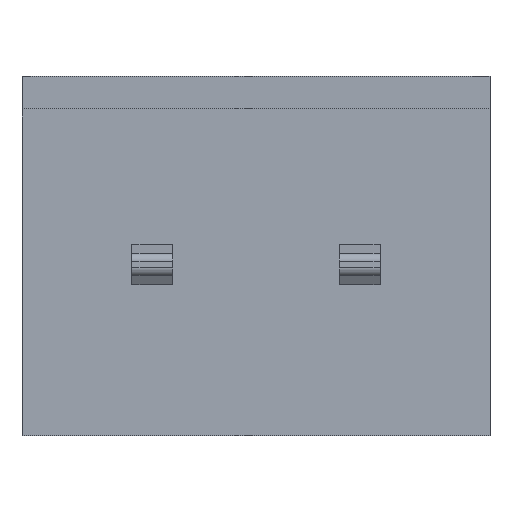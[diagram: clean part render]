
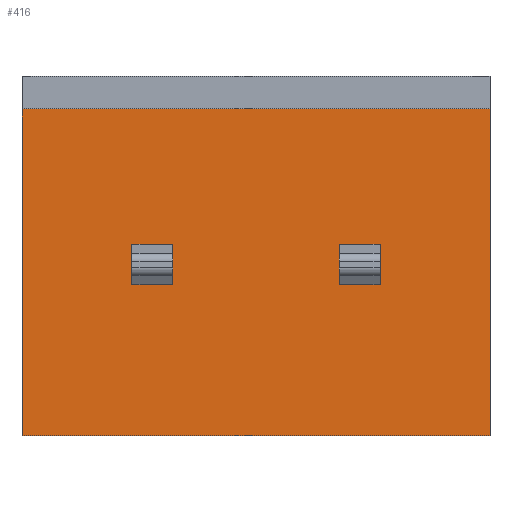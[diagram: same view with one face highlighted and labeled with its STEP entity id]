
A CAD part, front view. The second image highlights one B-rep face of the part: STEP entity #416.
In plain terms, the highlighted planar face has unit normal (0, -1, 0).
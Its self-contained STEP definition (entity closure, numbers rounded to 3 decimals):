
#21 = CARTESIAN_POINT ( 'NONE',  ( 8.065, 0., -4.31 ) ) ;
#46 = ORIENTED_EDGE ( 'NONE', *, *, #1784, .F. ) ;
#114 = CARTESIAN_POINT ( 'NONE',  ( 1.985, 0., -4.31 ) ) ;
#186 = ORIENTED_EDGE ( 'NONE', *, *, #1113, .T. ) ;
#286 = ORIENTED_EDGE ( 'NONE', *, *, #1137, .T. ) ;
#291 = ORIENTED_EDGE ( 'NONE', *, *, #1315, .F. ) ;
#303 = ORIENTED_EDGE ( 'NONE', *, *, #954, .T. ) ;
#319 = ORIENTED_EDGE ( 'NONE', *, *, #1876, .T. ) ;
#414 = DIRECTION ( 'NONE',  ( 0., 0., -1. ) ) ;
#416 = ADVANCED_FACE ( 'NONE', ( #1680, #1464, #1535 ), #2568, .F. ) ;
#456 = CARTESIAN_POINT ( 'NONE',  ( 10.755, 0., 0. ) ) ;
#521 = ORIENTED_EDGE ( 'NONE', *, *, #1893, .T. ) ;
#562 = EDGE_LOOP ( 'NONE', ( #303, #46, #1402, #291 ) ) ;
#681 = ORIENTED_EDGE ( 'NONE', *, *, #1793, .T. ) ;
#705 = EDGE_LOOP ( 'NONE', ( #681, #319, #1245, #286 ) ) ;
#717 = CARTESIAN_POINT ( 'NONE',  ( 1.985, 0., -3.31 ) ) ;
#719 = CARTESIAN_POINT ( 'NONE',  ( -0.705, 0., -8. ) ) ;
#743 = EDGE_LOOP ( 'NONE', ( #521, #3093, #1192, #186 ) ) ;
#775 = VERTEX_POINT ( 'NONE', #2911 ) ;
#822 = DIRECTION ( 'NONE',  ( 1., 0., 0. ) ) ;
#877 = DIRECTION ( 'NONE',  ( 0., 0., -1. ) ) ;
#885 = CARTESIAN_POINT ( 'NONE',  ( 8.065, 0., -3.31 ) ) ;
#890 = CARTESIAN_POINT ( 'NONE',  ( 8.065, 0., -3.31 ) ) ;
#954 = EDGE_CURVE ( 'NONE', #3653, #775, #3552, .T. ) ;
#955 = DIRECTION ( 'NONE',  ( 0., 0., -1. ) ) ;
#970 = CARTESIAN_POINT ( 'NONE',  ( 2.985, 0., -3.31 ) ) ;
#982 = CARTESIAN_POINT ( 'NONE',  ( 7.065, 0., -4.31 ) ) ;
#1029 = DIRECTION ( 'NONE',  ( 1., 0., 0. ) ) ;
#1045 = CARTESIAN_POINT ( 'NONE',  ( 2.985, 0., -3.31 ) ) ;
#1079 = EDGE_CURVE ( 'NONE', #2164, #1527, #3404, .T. ) ;
#1109 = VERTEX_POINT ( 'NONE', #982 ) ;
#1113 = EDGE_CURVE ( 'NONE', #1527, #1764, #3386, .T. ) ;
#1116 = DIRECTION ( 'NONE',  ( 0., 0., 1. ) ) ;
#1137 = EDGE_CURVE ( 'NONE', #2869, #2402, #3330, .T. ) ;
#1157 = EDGE_CURVE ( 'NONE', #1439, #2869, #3327, .T. ) ;
#1191 = CARTESIAN_POINT ( 'NONE',  ( 2.985, 0., -4.31 ) ) ;
#1192 = ORIENTED_EDGE ( 'NONE', *, *, #1079, .T. ) ;
#1201 = DIRECTION ( 'NONE',  ( 0., 0., 1. ) ) ;
#1211 = VERTEX_POINT ( 'NONE', #719 ) ;
#1212 = DIRECTION ( 'NONE',  ( -1., 0., 0. ) ) ;
#1214 = CARTESIAN_POINT ( 'NONE',  ( 1.985, 0., -3.31 ) ) ;
#1230 = CARTESIAN_POINT ( 'NONE',  ( 7.065, 0., -3.31 ) ) ;
#1245 = ORIENTED_EDGE ( 'NONE', *, *, #1157, .T. ) ;
#1274 = DIRECTION ( 'NONE',  ( -1., 0., 0. ) ) ;
#1315 = EDGE_CURVE ( 'NONE', #3653, #2715, #3151, .T. ) ;
#1402 = ORIENTED_EDGE ( 'NONE', *, *, #1821, .F. ) ;
#1419 = VERTEX_POINT ( 'NONE', #114 ) ;
#1432 = CARTESIAN_POINT ( 'NONE',  ( 10.05, 0., -8. ) ) ;
#1436 = DIRECTION ( 'NONE',  ( -1., 0., 0. ) ) ;
#1439 = VERTEX_POINT ( 'NONE', #2092 ) ;
#1449 = DIRECTION ( 'NONE',  ( 0., 0., 1. ) ) ;
#1460 = DIRECTION ( 'NONE',  ( -1., 0., 0. ) ) ;
#1464 = FACE_BOUND ( 'NONE', #705, .T. ) ;
#1474 = CARTESIAN_POINT ( 'NONE',  ( -0.705, 0., -8. ) ) ;
#1498 = CARTESIAN_POINT ( 'NONE',  ( 8.065, 0., -4.31 ) ) ;
#1527 = VERTEX_POINT ( 'NONE', #2971 ) ;
#1535 = FACE_OUTER_BOUND ( 'NONE', #562, .T. ) ;
#1559 = CARTESIAN_POINT ( 'NONE',  ( 2.985, 0., -4.31 ) ) ;
#1680 = FACE_BOUND ( 'NONE', #743, .T. ) ;
#1764 = VERTEX_POINT ( 'NONE', #1559 ) ;
#1784 = EDGE_CURVE ( 'NONE', #1211, #775, #2645, .T. ) ;
#1793 = EDGE_CURVE ( 'NONE', #2402, #1109, #2643, .T. ) ;
#1821 = EDGE_CURVE ( 'NONE', #2715, #1211, #2618, .T. ) ;
#1876 = EDGE_CURVE ( 'NONE', #1109, #1439, #2564, .T. ) ;
#1893 = EDGE_CURVE ( 'NONE', #1764, #1419, #2580, .T. ) ;
#1901 = AXIS2_PLACEMENT_3D ( 'NONE', #2616, #2853, #2530 ) ;
#1918 = EDGE_CURVE ( 'NONE', #1419, #2164, #2532, .T. ) ;
#1953 = CARTESIAN_POINT ( 'NONE',  ( 10.05, 0., 0. ) ) ;
#2092 = CARTESIAN_POINT ( 'NONE',  ( 7.065, 0., -3.31 ) ) ;
#2164 = VERTEX_POINT ( 'NONE', #717 ) ;
#2325 = CARTESIAN_POINT ( 'NONE',  ( 10.755, 0., 0. ) ) ;
#2402 = VERTEX_POINT ( 'NONE', #21 ) ;
#2524 = VECTOR ( 'NONE', #1116, 1000. ) ;
#2530 = DIRECTION ( 'NONE',  ( 0., 0., 1. ) ) ;
#2532 = LINE ( 'NONE', #1214, #2524 ) ;
#2543 = VECTOR ( 'NONE', #1212, 1000. ) ;
#2552 = VECTOR ( 'NONE', #1201, 1000. ) ;
#2564 = LINE ( 'NONE', #1230, #2552 ) ;
#2568 = PLANE ( 'NONE',  #1901 ) ;
#2580 = LINE ( 'NONE', #1191, #2543 ) ;
#2608 = VECTOR ( 'NONE', #1436, 1000. ) ;
#2616 = CARTESIAN_POINT ( 'NONE',  ( 10.05, 0., 0. ) ) ;
#2618 = LINE ( 'NONE', #1432, #2608 ) ;
#2634 = VECTOR ( 'NONE', #1460, 1000. ) ;
#2639 = VECTOR ( 'NONE', #1449, 1000. ) ;
#2643 = LINE ( 'NONE', #1498, #2634 ) ;
#2645 = LINE ( 'NONE', #1474, #2639 ) ;
#2715 = VERTEX_POINT ( 'NONE', #3213 ) ;
#2853 = DIRECTION ( 'NONE',  ( 0., 1., 0. ) ) ;
#2869 = VERTEX_POINT ( 'NONE', #2920 ) ;
#2911 = CARTESIAN_POINT ( 'NONE',  ( -0.705, 0., 0. ) ) ;
#2920 = CARTESIAN_POINT ( 'NONE',  ( 8.065, 0., -3.31 ) ) ;
#2971 = CARTESIAN_POINT ( 'NONE',  ( 2.985, 0., -3.31 ) ) ;
#3093 = ORIENTED_EDGE ( 'NONE', *, *, #1918, .T. ) ;
#3142 = VECTOR ( 'NONE', #414, 1000. ) ;
#3151 = LINE ( 'NONE', #456, #3142 ) ;
#3213 = CARTESIAN_POINT ( 'NONE',  ( 10.755, 0., -8. ) ) ;
#3301 = VECTOR ( 'NONE', #822, 1000. ) ;
#3327 = LINE ( 'NONE', #885, #3301 ) ;
#3330 = LINE ( 'NONE', #890, #3368 ) ;
#3356 = VECTOR ( 'NONE', #955, 1000. ) ;
#3368 = VECTOR ( 'NONE', #877, 1000. ) ;
#3386 = LINE ( 'NONE', #970, #3356 ) ;
#3391 = VECTOR ( 'NONE', #1029, 1000. ) ;
#3404 = LINE ( 'NONE', #1045, #3391 ) ;
#3514 = VECTOR ( 'NONE', #1274, 1000. ) ;
#3552 = LINE ( 'NONE', #1953, #3514 ) ;
#3653 = VERTEX_POINT ( 'NONE', #2325 ) ;
